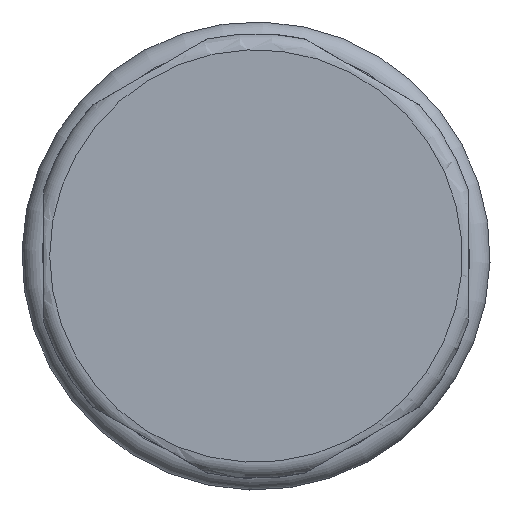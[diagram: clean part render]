
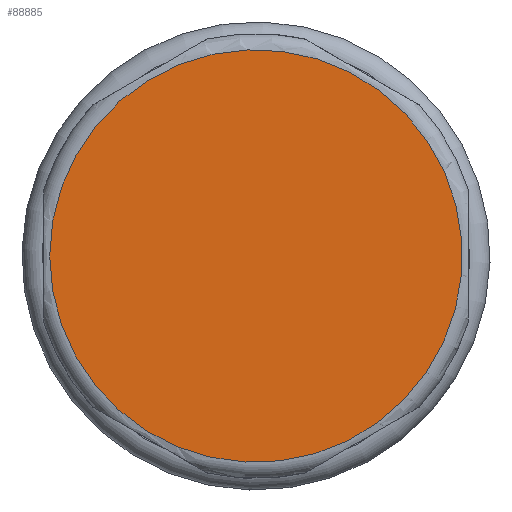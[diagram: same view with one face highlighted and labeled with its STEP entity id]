
A CAD part, left-side view. The second image highlights one B-rep face of the part: STEP entity #88885.
In plain terms, the highlighted planar face has unit normal (-1, 0, 0).
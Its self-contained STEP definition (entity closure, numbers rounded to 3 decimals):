
#88869=CARTESIAN_POINT('',(0.,8.75,0.0));
#88870=DIRECTION('',(-1.0,0.0,0.0));
#88871=DIRECTION('',(0.0,0.0,1.0));
#88872=AXIS2_PLACEMENT_3D('',#88869,#88870,#88871);
#88873=PLANE('',#88872);
#88874=CARTESIAN_POINT('',(0.,10.2,0.0));
#88875=VERTEX_POINT('',#88874);
#88876=CARTESIAN_POINT('',(0.,0.0,0.0));
#88877=DIRECTION('',(1.0,0.0,0.0));
#88878=DIRECTION('',(0.0,-1.0,0.0));
#88879=AXIS2_PLACEMENT_3D('',#88876,#88877,#88878);
#88880=CIRCLE('',#88879,10.2);
#88881=EDGE_CURVE('',#88875,#88875,#88880,.T.);
#88882=ORIENTED_EDGE('',*,*,#88881,.F.);
#88883=EDGE_LOOP('',(#88882));
#88884=FACE_OUTER_BOUND('',#88883,.T.);
#88885=ADVANCED_FACE('',(#88884),#88873,.T.);
